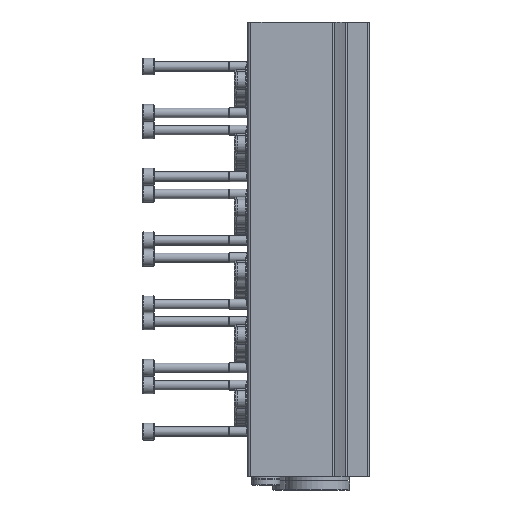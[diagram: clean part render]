
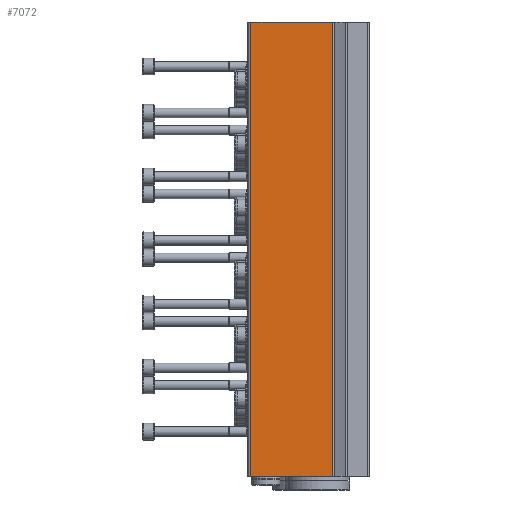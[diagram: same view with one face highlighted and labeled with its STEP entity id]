
A CAD part, left-side view. The second image highlights one B-rep face of the part: STEP entity #7072.
In plain terms, the highlighted planar face has unit normal (-1, 0, 0).
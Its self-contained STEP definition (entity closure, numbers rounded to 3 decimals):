
#273=PLANE('',#7618);
#1004=ORIENTED_EDGE('',*,*,#2850,.F.);
#1005=ORIENTED_EDGE('',*,*,#2849,.F.);
#1006=ORIENTED_EDGE('',*,*,#2851,.T.);
#1007=ORIENTED_EDGE('',*,*,#2852,.T.);
#2849=EDGE_CURVE('',#3772,#3770,#4433,.T.);
#2850=EDGE_CURVE('',#3770,#3773,#4434,.T.);
#2851=EDGE_CURVE('',#3772,#3774,#4435,.T.);
#2852=EDGE_CURVE('',#3774,#3773,#4436,.T.);
#3770=VERTEX_POINT('',#11283);
#3772=VERTEX_POINT('',#11287);
#3773=VERTEX_POINT('',#11291);
#3774=VERTEX_POINT('',#11293);
#4433=LINE('',#11288,#4917);
#4434=LINE('',#11290,#4918);
#4435=LINE('',#11292,#4919);
#4436=LINE('',#11294,#4920);
#4917=VECTOR('',#8547,1000.);
#4918=VECTOR('',#8550,1000.);
#4919=VECTOR('',#8551,1000.);
#4920=VECTOR('',#8552,1000.);
#5417=EDGE_LOOP('',(#1004,#1005,#1006,#1007));
#6177=FACE_BOUND('',#5417,.T.);
#7072=ADVANCED_FACE('',(#6177),#273,.T.);
#7618=AXIS2_PLACEMENT_3D('',#11289,#8548,#8549);
#8547=DIRECTION('',(0.,0.,1.));
#8548=DIRECTION('',(-1.,0.,0.));
#8549=DIRECTION('',(0.,0.,1.));
#8550=DIRECTION('',(0.,-1.,0.));
#8551=DIRECTION('',(0.,-1.,0.));
#8552=DIRECTION('',(0.,0.,1.));
#11283=CARTESIAN_POINT('',(-72.,59.5,0.));
#11287=CARTESIAN_POINT('',(-72.,59.5,-228.));
#11288=CARTESIAN_POINT('',(-72.,59.5,-228.));
#11289=CARTESIAN_POINT('',(-72.,59.5,-228.));
#11290=CARTESIAN_POINT('',(-72.,59.5,0.));
#11291=CARTESIAN_POINT('',(-72.,18.514,0.));
#11292=CARTESIAN_POINT('',(-72.,59.5,-228.));
#11293=CARTESIAN_POINT('',(-72.,18.514,-228.));
#11294=CARTESIAN_POINT('',(-72.,18.514,-228.));
